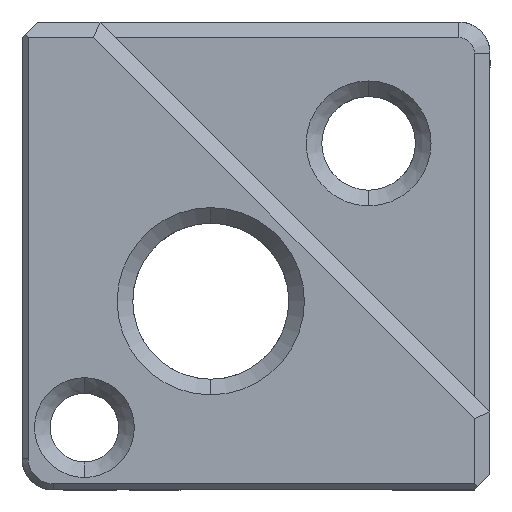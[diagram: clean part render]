
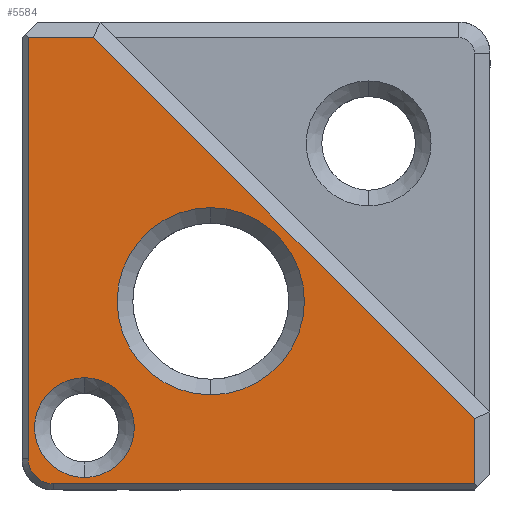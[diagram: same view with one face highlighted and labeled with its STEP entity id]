
A CAD part, front view. The second image highlights one B-rep face of the part: STEP entity #5584.
In plain terms, the highlighted planar face has unit normal (0, -1, 0).
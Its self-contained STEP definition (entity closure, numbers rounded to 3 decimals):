
#80 = EDGE_LOOP ( 'NONE', ( #2350, #6847 ) ) ;
#84 = DIRECTION ( 'NONE',  ( 0., -1., 0. ) ) ;
#100 = EDGE_CURVE ( 'NONE', #3315, #4599, #1500, .T. ) ;
#108 = CARTESIAN_POINT ( 'NONE',  ( -4.5, -13., -4.5 ) ) ;
#172 = ORIENTED_EDGE ( 'NONE', *, *, #2065, .T. ) ;
#203 = FACE_BOUND ( 'NONE', #80, .T. ) ;
#233 = ORIENTED_EDGE ( 'NONE', *, *, #100, .T. ) ;
#542 = FACE_BOUND ( 'NONE', #2223, .T. ) ;
#602 = VERTEX_POINT ( 'NONE', #3608 ) ;
#620 = VECTOR ( 'NONE', #4272, 1000. ) ;
#631 = VECTOR ( 'NONE', #1912, 1000. ) ;
#783 = PLANE ( 'NONE',  #5215 ) ;
#943 = EDGE_CURVE ( 'NONE', #602, #6708, #3000, .T. ) ;
#1078 = CARTESIAN_POINT ( 'NONE',  ( -3.207, -13., 9. ) ) ;
#1115 = AXIS2_PLACEMENT_3D ( 'NONE', #6130, #6669, #4096 ) ;
#1125 = CARTESIAN_POINT ( 'NONE',  ( -5.3, -13., -4.5 ) ) ;
#1291 = DIRECTION ( 'NONE',  ( 0., 1., 0. ) ) ;
#1297 = DIRECTION ( 'NONE',  ( 0., 0., 1. ) ) ;
#1306 = CIRCLE ( 'NONE', #5507, 3. ) ;
#1312 = CIRCLE ( 'NONE', #3959, 1.6 ) ;
#1386 = AXIS2_PLACEMENT_3D ( 'NONE', #6074, #2942, #5513 ) ;
#1453 = CARTESIAN_POINT ( 'NONE',  ( -3.5, -13., -3.5 ) ) ;
#1500 = CIRCLE ( 'NONE', #1386, 3. ) ;
#1641 = ORIENTED_EDGE ( 'NONE', *, *, #6451, .T. ) ;
#1887 = EDGE_CURVE ( 'NONE', #2853, #2020, #1312, .T. ) ;
#1909 = CARTESIAN_POINT ( 'NONE',  ( 0.55, -13., 0.55 ) ) ;
#1912 = DIRECTION ( 'NONE',  ( -1., 0., 0. ) ) ;
#2020 = VERTEX_POINT ( 'NONE', #4108 ) ;
#2052 = LINE ( 'NONE', #6665, #631 ) ;
#2065 = EDGE_CURVE ( 'NONE', #4415, #3368, #5643, .T. ) ;
#2071 = VERTEX_POINT ( 'NONE', #2646 ) ;
#2223 = EDGE_LOOP ( 'NONE', ( #233, #6610 ) ) ;
#2226 = DIRECTION ( 'NONE',  ( 0., 0., -1. ) ) ;
#2350 = ORIENTED_EDGE ( 'NONE', *, *, #1887, .T. ) ;
#2420 = EDGE_CURVE ( 'NONE', #3368, #602, #6550, .T. ) ;
#2462 = AXIS2_PLACEMENT_3D ( 'NONE', #108, #84, #2226 ) ;
#2510 = CARTESIAN_POINT ( 'NONE',  ( 9., -13., -5.3 ) ) ;
#2569 = CARTESIAN_POINT ( 'NONE',  ( 0.55, -13., 3.55 ) ) ;
#2580 = DIRECTION ( 'NONE',  ( 0., 1., 0. ) ) ;
#2646 = CARTESIAN_POINT ( 'NONE',  ( -5.3, -13., 9. ) ) ;
#2728 = EDGE_CURVE ( 'NONE', #4599, #3315, #1306, .T. ) ;
#2853 = VERTEX_POINT ( 'NONE', #4588 ) ;
#2942 = DIRECTION ( 'NONE',  ( 0., 1., 0. ) ) ;
#3000 = LINE ( 'NONE', #3042, #5477 ) ;
#3042 = CARTESIAN_POINT ( 'NONE',  ( 2.896, -13., 2.896 ) ) ;
#3293 = CIRCLE ( 'NONE', #2462, 0.8 ) ;
#3315 = VERTEX_POINT ( 'NONE', #4176 ) ;
#3368 = VERTEX_POINT ( 'NONE', #2510 ) ;
#3385 = CARTESIAN_POINT ( 'NONE',  ( 0., -13., 0. ) ) ;
#3608 = CARTESIAN_POINT ( 'NONE',  ( 9., -13., -3.207 ) ) ;
#3646 = EDGE_LOOP ( 'NONE', ( #4891, #1641, #5488, #172, #5413, #3794 ) ) ;
#3673 = DIRECTION ( 'NONE',  ( 1., 0., 0. ) ) ;
#3716 = CARTESIAN_POINT ( 'NONE',  ( -5.3, -13., -4.5 ) ) ;
#3794 = ORIENTED_EDGE ( 'NONE', *, *, #943, .T. ) ;
#3937 = FACE_OUTER_BOUND ( 'NONE', #3646, .T. ) ;
#3959 = AXIS2_PLACEMENT_3D ( 'NONE', #1453, #2580, #5151 ) ;
#4011 = EDGE_CURVE ( 'NONE', #6708, #2071, #2052, .T. ) ;
#4066 = VECTOR ( 'NONE', #5195, 1000. ) ;
#4096 = DIRECTION ( 'NONE',  ( 0., 0., -1. ) ) ;
#4108 = CARTESIAN_POINT ( 'NONE',  ( -3.5, -13., -1.9 ) ) ;
#4176 = CARTESIAN_POINT ( 'NONE',  ( 0.55, -13., -2.45 ) ) ;
#4216 = DIRECTION ( 'NONE',  ( -0.707, 0., 0.707 ) ) ;
#4272 = DIRECTION ( 'NONE',  ( 0., 0., -1. ) ) ;
#4330 = EDGE_CURVE ( 'NONE', #6765, #4415, #3293, .T. ) ;
#4415 = VERTEX_POINT ( 'NONE', #6396 ) ;
#4518 = DIRECTION ( 'NONE',  ( 0., 0., -1. ) ) ;
#4588 = CARTESIAN_POINT ( 'NONE',  ( -3.5, -13., -5.1 ) ) ;
#4599 = VERTEX_POINT ( 'NONE', #2569 ) ;
#4891 = ORIENTED_EDGE ( 'NONE', *, *, #4011, .T. ) ;
#5151 = DIRECTION ( 'NONE',  ( 0., 0., -1. ) ) ;
#5195 = DIRECTION ( 'NONE',  ( 0., 0., 1. ) ) ;
#5214 = CARTESIAN_POINT ( 'NONE',  ( 9., -13., 0. ) ) ;
#5215 = AXIS2_PLACEMENT_3D ( 'NONE', #3385, #6576, #1297 ) ;
#5413 = ORIENTED_EDGE ( 'NONE', *, *, #2420, .T. ) ;
#5477 = VECTOR ( 'NONE', #4216, 1000. ) ;
#5488 = ORIENTED_EDGE ( 'NONE', *, *, #4330, .T. ) ;
#5507 = AXIS2_PLACEMENT_3D ( 'NONE', #1909, #1291, #4518 ) ;
#5513 = DIRECTION ( 'NONE',  ( 0., 0., -1. ) ) ;
#5584 = ADVANCED_FACE ( 'NONE', ( #203, #3937, #542 ), #783, .T. ) ;
#5643 = LINE ( 'NONE', #5863, #6890 ) ;
#5672 = EDGE_CURVE ( 'NONE', #2020, #2853, #6687, .T. ) ;
#5863 = CARTESIAN_POINT ( 'NONE',  ( 9., -13., -5.3 ) ) ;
#6074 = CARTESIAN_POINT ( 'NONE',  ( 0.55, -13., 0.55 ) ) ;
#6130 = CARTESIAN_POINT ( 'NONE',  ( -3.5, -13., -3.5 ) ) ;
#6396 = CARTESIAN_POINT ( 'NONE',  ( -4.5, -13., -5.3 ) ) ;
#6451 = EDGE_CURVE ( 'NONE', #2071, #6765, #6677, .T. ) ;
#6550 = LINE ( 'NONE', #5214, #4066 ) ;
#6576 = DIRECTION ( 'NONE',  ( 0., -1., 0. ) ) ;
#6610 = ORIENTED_EDGE ( 'NONE', *, *, #2728, .T. ) ;
#6665 = CARTESIAN_POINT ( 'NONE',  ( 0., -13., 9. ) ) ;
#6669 = DIRECTION ( 'NONE',  ( 0., 1., 0. ) ) ;
#6677 = LINE ( 'NONE', #3716, #620 ) ;
#6687 = CIRCLE ( 'NONE', #1115, 1.6 ) ;
#6708 = VERTEX_POINT ( 'NONE', #1078 ) ;
#6765 = VERTEX_POINT ( 'NONE', #1125 ) ;
#6847 = ORIENTED_EDGE ( 'NONE', *, *, #5672, .T. ) ;
#6890 = VECTOR ( 'NONE', #3673, 1000. ) ;
